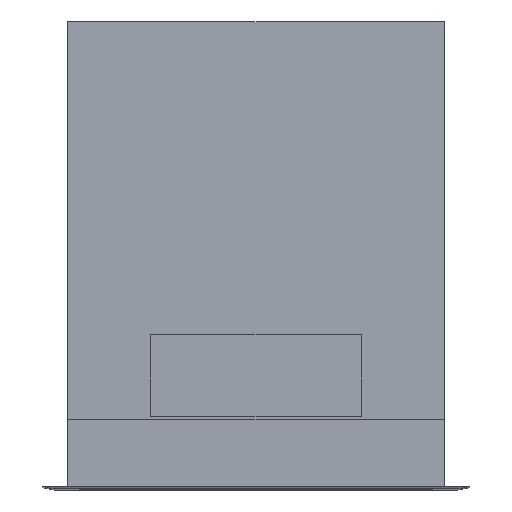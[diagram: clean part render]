
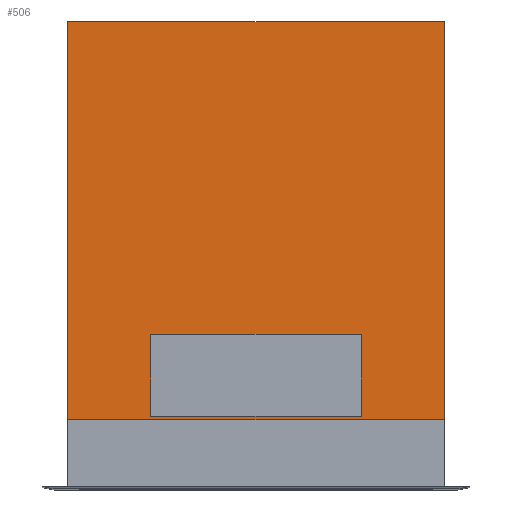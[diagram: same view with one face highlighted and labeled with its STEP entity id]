
A CAD part, top view. The second image highlights one B-rep face of the part: STEP entity #506.
In plain terms, the highlighted planar face has unit normal (0, 0, 1).
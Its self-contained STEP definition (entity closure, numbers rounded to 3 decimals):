
#17=FACE_BOUND('',#58,.T.);
#26=FACE_OUTER_BOUND('',#57,.T.);
#57=EDGE_LOOP('',(#357,#358,#359,#360));
#58=EDGE_LOOP('',(#361,#362,#363,#364));
#85=LINE('',#719,#153);
#89=LINE('',#727,#157);
#92=LINE('',#733,#160);
#95=LINE('',#738,#163);
#101=LINE('',#753,#169);
#102=LINE('',#755,#170);
#103=LINE('',#757,#171);
#104=LINE('',#758,#172);
#153=VECTOR('',#587,10.);
#157=VECTOR('',#593,10.);
#160=VECTOR('',#598,10.);
#163=VECTOR('',#603,10.);
#169=VECTOR('',#615,10.);
#170=VECTOR('',#616,10.);
#171=VECTOR('',#617,10.);
#172=VECTOR('',#618,10.);
#221=VERTEX_POINT('',#717);
#222=VERTEX_POINT('',#718);
#225=VERTEX_POINT('',#726);
#227=VERTEX_POINT('',#732);
#233=VERTEX_POINT('',#751);
#234=VERTEX_POINT('',#752);
#235=VERTEX_POINT('',#754);
#236=VERTEX_POINT('',#756);
#265=EDGE_CURVE('',#221,#222,#85,.T.);
#269=EDGE_CURVE('',#222,#225,#89,.T.);
#272=EDGE_CURVE('',#225,#227,#92,.T.);
#275=EDGE_CURVE('',#227,#221,#95,.T.);
#281=EDGE_CURVE('',#233,#234,#101,.T.);
#282=EDGE_CURVE('',#235,#233,#102,.T.);
#283=EDGE_CURVE('',#236,#235,#103,.T.);
#284=EDGE_CURVE('',#234,#236,#104,.T.);
#357=ORIENTED_EDGE('',*,*,#281,.F.);
#358=ORIENTED_EDGE('',*,*,#282,.F.);
#359=ORIENTED_EDGE('',*,*,#283,.F.);
#360=ORIENTED_EDGE('',*,*,#284,.F.);
#361=ORIENTED_EDGE('',*,*,#265,.T.);
#362=ORIENTED_EDGE('',*,*,#269,.T.);
#363=ORIENTED_EDGE('',*,*,#272,.T.);
#364=ORIENTED_EDGE('',*,*,#275,.T.);
#475=PLANE('',#558);
#506=ADVANCED_FACE('',(#26,#17),#475,.F.);
#558=AXIS2_PLACEMENT_3D('',#750,#613,#614);
#587=DIRECTION('',(0.,1.,0.));
#593=DIRECTION('',(1.,0.,0.));
#598=DIRECTION('',(0.,-1.,0.));
#603=DIRECTION('',(-1.,0.,0.));
#613=DIRECTION('center_axis',(0.,0.,-1.));
#614=DIRECTION('ref_axis',(0.,1.,0.));
#615=DIRECTION('',(0.,-1.,0.));
#616=DIRECTION('',(1.,0.,0.));
#617=DIRECTION('',(0.,1.,0.));
#618=DIRECTION('',(-1.,0.,0.));
#717=CARTESIAN_POINT('',(-90.,3.,217.5));
#718=CARTESIAN_POINT('',(-90.,73.,217.5));
#719=CARTESIAN_POINT('',(-90.,36.5,217.5));
#726=CARTESIAN_POINT('',(90.,73.,217.5));
#727=CARTESIAN_POINT('',(-35.5,73.,217.5));
#732=CARTESIAN_POINT('',(90.,3.,217.5));
#733=CARTESIAN_POINT('',(90.,1.5,217.5));
#738=CARTESIAN_POINT('',(-125.5,3.,217.5));
#750=CARTESIAN_POINT('Origin',(-161.,0.,217.5));
#751=CARTESIAN_POINT('',(161.,340.,217.5));
#752=CARTESIAN_POINT('',(161.,0.,217.5));
#753=CARTESIAN_POINT('',(161.,0.,217.5));
#754=CARTESIAN_POINT('',(-161.,340.,217.5));
#755=CARTESIAN_POINT('',(-80.5,340.,217.5));
#756=CARTESIAN_POINT('',(-161.,0.,217.5));
#757=CARTESIAN_POINT('',(-161.,0.,217.5));
#758=CARTESIAN_POINT('',(-80.5,0.,217.5));
